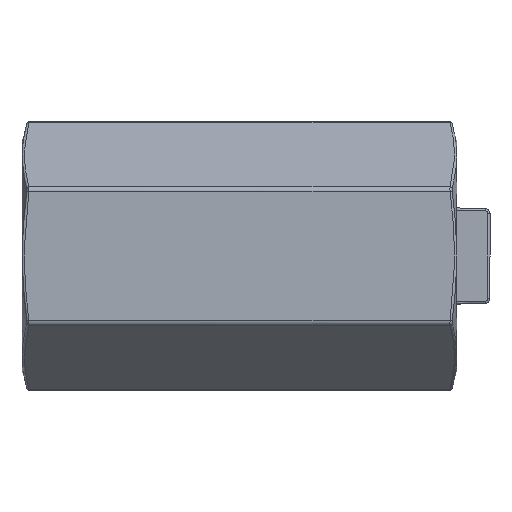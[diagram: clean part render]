
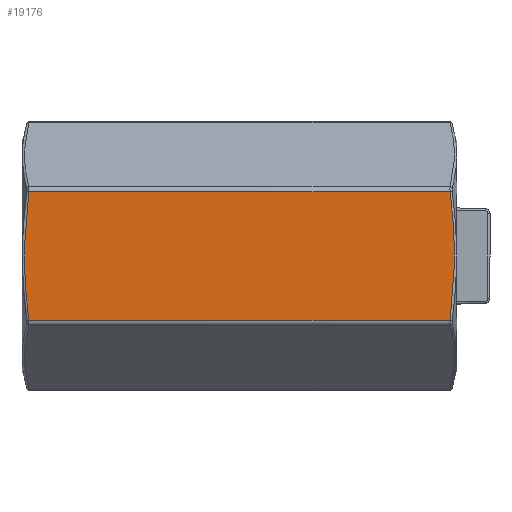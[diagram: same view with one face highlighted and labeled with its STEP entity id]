
A CAD part, front view. The second image highlights one B-rep face of the part: STEP entity #19176.
In plain terms, the highlighted planar face has unit normal (0, -1, 0).
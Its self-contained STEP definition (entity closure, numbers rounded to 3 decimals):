
#100 = CARTESIAN_POINT ( 'NONE',  ( -18.889, -10.5, -5.774 ) ) ;
#185 = VERTEX_POINT ( 'NONE', #100 ) ;
#189 = ORIENTED_EDGE ( 'NONE', *, *, #19255, .T. ) ;
#392 = DIRECTION ( 'NONE',  ( 0., 0., 1. ) ) ;
#495 = EDGE_CURVE ( 'NONE', #2076, #13194, #8790, .T. ) ;
#930 = CARTESIAN_POINT ( 'NONE',  ( -18.889, -10.5, 5.774 ) ) ;
#2028 = ORIENTED_EDGE ( 'NONE', *, *, #7426, .T. ) ;
#2076 = VERTEX_POINT ( 'NONE', #7156 ) ;
#2446 = LINE ( 'NONE', #19700, #10400 ) ;
#2516 = CARTESIAN_POINT ( 'NONE',  ( 19.015, -10.5, 4.811 ) ) ;
#2902 = VERTEX_POINT ( 'NONE', #6631 ) ;
#4674 = CARTESIAN_POINT ( 'NONE',  ( 19.5, -10.5, 5.774 ) ) ;
#6125 = CARTESIAN_POINT ( 'NONE',  ( 19.117, -10.5, -3.849 ) ) ;
#6631 = CARTESIAN_POINT ( 'NONE',  ( 18.889, -10.5, -5.774 ) ) ;
#7156 = CARTESIAN_POINT ( 'NONE',  ( 18.889, -10.5, 5.774 ) ) ;
#7426 = EDGE_CURVE ( 'NONE', #13194, #185, #12847, .T. ) ;
#7478 = DIRECTION ( 'NONE',  ( 0., 1., 0. ) ) ;
#8526 = B_SPLINE_CURVE_WITH_KNOTS ( 'NONE', 3,
 ( #21808, #16219, #6125, #19821, #14482, #17988, #14707, #2516, #18286 ),
 .UNSPECIFIED., .F., .F.,
 ( 4, 2, 1, 2, 4 ),
 ( 0., 0.003, 0.006, 0.009, 0.012 ),
 .UNSPECIFIED. ) ;
#8790 = LINE ( 'NONE', #4674, #22146 ) ;
#9198 = AXIS2_PLACEMENT_3D ( 'NONE', #17915, #7478, #392 ) ;
#10400 = VECTOR ( 'NONE', #11070, 1000. ) ;
#10552 = CARTESIAN_POINT ( 'NONE',  ( -19.117, -10.5, -3.849 ) ) ;
#11070 = DIRECTION ( 'NONE',  ( 1., 0., 0. ) ) ;
#11345 = FACE_OUTER_BOUND ( 'NONE', #22098, .T. ) ;
#11593 = DIRECTION ( 'NONE',  ( -1., 0., 0. ) ) ;
#12847 = B_SPLINE_CURVE_WITH_KNOTS ( 'NONE', 3,
 ( #16087, #14344, #21009, #21217, #17498, #19245, #10552, #14277, #17794 ),
 .UNSPECIFIED., .F., .F.,
 ( 4, 2, 1, 2, 4 ),
 ( 0., 0.003, 0.006, 0.009, 0.012 ),
 .UNSPECIFIED. ) ;
#13194 = VERTEX_POINT ( 'NONE', #930 ) ;
#14277 = CARTESIAN_POINT ( 'NONE',  ( -19.015, -10.5, -4.811 ) ) ;
#14344 = CARTESIAN_POINT ( 'NONE',  ( -19.015, -10.5, 4.811 ) ) ;
#14482 = CARTESIAN_POINT ( 'NONE',  ( 19.33, -10.5, 0. ) ) ;
#14707 = CARTESIAN_POINT ( 'NONE',  ( 19.117, -10.5, 3.849 ) ) ;
#14847 = ORIENTED_EDGE ( 'NONE', *, *, #495, .T. ) ;
#16087 = CARTESIAN_POINT ( 'NONE',  ( -18.889, -10.5, 5.774 ) ) ;
#16153 = PLANE ( 'NONE',  #9198 ) ;
#16219 = CARTESIAN_POINT ( 'NONE',  ( 19.015, -10.5, -4.811 ) ) ;
#16265 = EDGE_CURVE ( 'NONE', #185, #2902, #2446, .T. ) ;
#17498 = CARTESIAN_POINT ( 'NONE',  ( -19.33, -10.5, 0. ) ) ;
#17794 = CARTESIAN_POINT ( 'NONE',  ( -18.889, -10.5, -5.774 ) ) ;
#17915 = CARTESIAN_POINT ( 'NONE',  ( 19.5, -10.5, 6.062 ) ) ;
#17988 = CARTESIAN_POINT ( 'NONE',  ( 19.256, -10.5, 1.925 ) ) ;
#18286 = CARTESIAN_POINT ( 'NONE',  ( 18.889, -10.5, 5.774 ) ) ;
#18482 = ORIENTED_EDGE ( 'NONE', *, *, #16265, .T. ) ;
#19176 = ADVANCED_FACE ( 'NONE', ( #11345 ), #16153, .F. ) ;
#19245 = CARTESIAN_POINT ( 'NONE',  ( -19.256, -10.5, -1.925 ) ) ;
#19255 = EDGE_CURVE ( 'NONE', #2902, #2076, #8526, .T. ) ;
#19700 = CARTESIAN_POINT ( 'NONE',  ( 19.5, -10.5, -5.774 ) ) ;
#19821 = CARTESIAN_POINT ( 'NONE',  ( 19.256, -10.5, -1.925 ) ) ;
#21009 = CARTESIAN_POINT ( 'NONE',  ( -19.117, -10.5, 3.849 ) ) ;
#21217 = CARTESIAN_POINT ( 'NONE',  ( -19.256, -10.5, 1.925 ) ) ;
#21808 = CARTESIAN_POINT ( 'NONE',  ( 18.889, -10.5, -5.774 ) ) ;
#22098 = EDGE_LOOP ( 'NONE', ( #18482, #189, #14847, #2028 ) ) ;
#22146 = VECTOR ( 'NONE', #11593, 1000. ) ;
